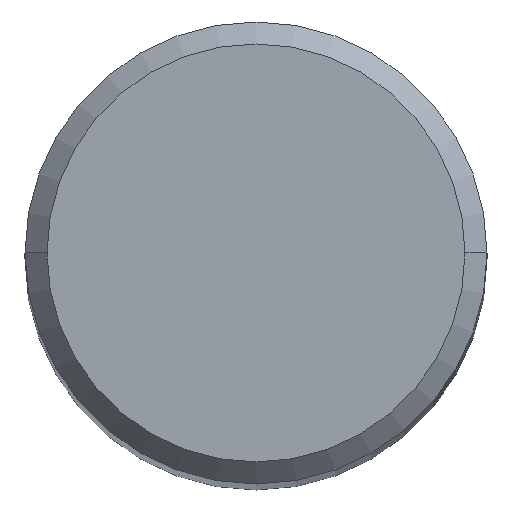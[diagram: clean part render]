
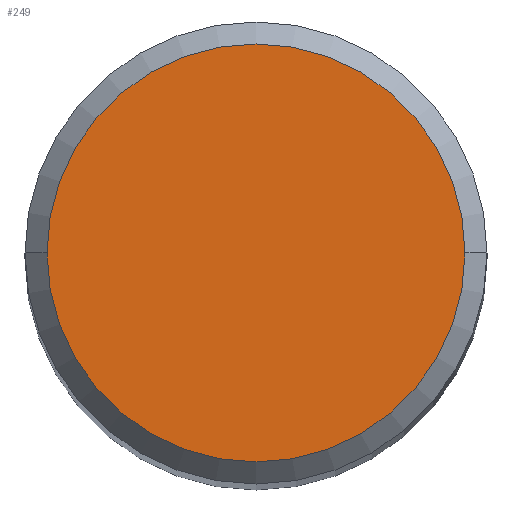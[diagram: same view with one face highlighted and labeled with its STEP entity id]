
A CAD part, top view. The second image highlights one B-rep face of the part: STEP entity #249.
In plain terms, the highlighted planar face has unit normal (0, 0, 1).
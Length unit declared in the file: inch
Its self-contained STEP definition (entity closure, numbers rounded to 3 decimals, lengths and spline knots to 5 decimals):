
#14 = ORIENTED_EDGE ( 'NONE', *, *, #46, .T. ) ;
#35 = DIRECTION ( 'NONE',  ( 1., 0., 0. ) ) ;
#38 = DIRECTION ( 'NONE',  ( 1., 0., 0. ) ) ;
#46 = EDGE_CURVE ( 'NONE', #133, #298, #174, .T. ) ;
#75 = DIRECTION ( 'NONE',  ( 0., 0., 1. ) ) ;
#89 = CARTESIAN_POINT ( 'NONE',  ( 0., 0., 2.48032 ) ) ;
#90 = ORIENTED_EDGE ( 'NONE', *, *, #302, .T. ) ;
#105 = CARTESIAN_POINT ( 'NONE',  ( -0.14248, 0., 2.48032 ) ) ;
#133 = VERTEX_POINT ( 'NONE', #250 ) ;
#162 = AXIS2_PLACEMENT_3D ( 'NONE', #202, #75, #182 ) ;
#172 = PLANE ( 'NONE',  #274 ) ;
#174 = CIRCLE ( 'NONE', #162, 0.14248 ) ;
#175 = AXIS2_PLACEMENT_3D ( 'NONE', #89, #192, #38 ) ;
#182 = DIRECTION ( 'NONE',  ( 1., 0., 0. ) ) ;
#192 = DIRECTION ( 'NONE',  ( 0., 0., 1. ) ) ;
#202 = CARTESIAN_POINT ( 'NONE',  ( 0., 0., 2.48032 ) ) ;
#208 = CIRCLE ( 'NONE', #175, 0.14248 ) ;
#214 = DIRECTION ( 'NONE',  ( 0., 0., 1. ) ) ;
#249 = ADVANCED_FACE ( 'NONE', ( #255 ), #172, .T. ) ;
#250 = CARTESIAN_POINT ( 'NONE',  ( 0.14248, 0., 2.48032 ) ) ;
#255 = FACE_OUTER_BOUND ( 'NONE', #268, .T. ) ;
#268 = EDGE_LOOP ( 'NONE', ( #90, #14 ) ) ;
#274 = AXIS2_PLACEMENT_3D ( 'NONE', #307, #214, #35 ) ;
#298 = VERTEX_POINT ( 'NONE', #105 ) ;
#302 = EDGE_CURVE ( 'NONE', #298, #133, #208, .T. ) ;
#307 = CARTESIAN_POINT ( 'NONE',  ( 0., 0., 2.48032 ) ) ;
